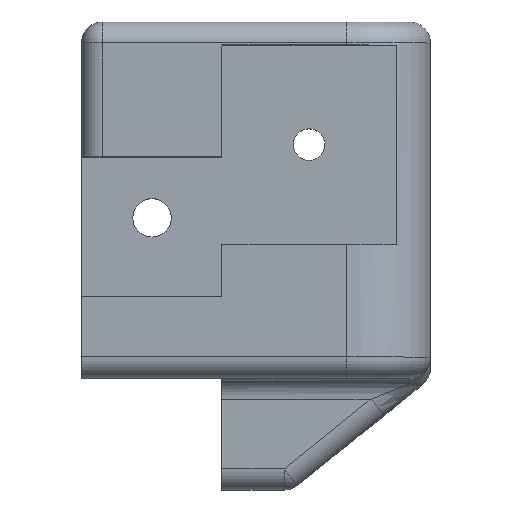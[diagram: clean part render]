
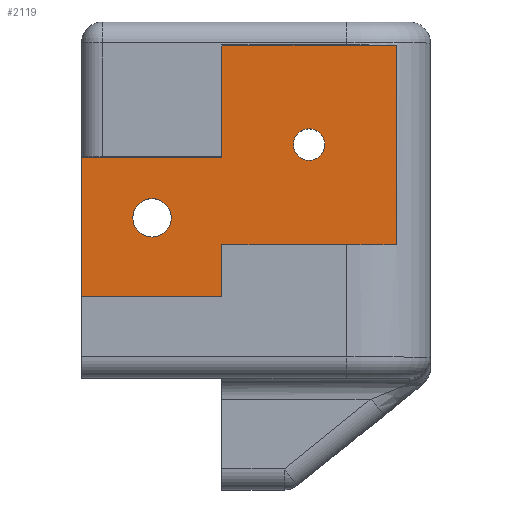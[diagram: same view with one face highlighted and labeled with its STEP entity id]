
A CAD part, top view. The second image highlights one B-rep face of the part: STEP entity #2119.
In plain terms, the highlighted planar face has unit normal (0, 0, 1).
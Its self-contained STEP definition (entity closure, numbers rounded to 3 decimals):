
#373 = FACE_BOUND ( 'NONE', #1982, .T. ) ;
#407 = DIRECTION ( 'NONE',  ( 0., -1., 0. ) ) ;
#484 = ORIENTED_EDGE ( 'NONE', *, *, #2344, .F. ) ;
#606 = VECTOR ( 'NONE', #6901, 1000. ) ;
#753 = DIRECTION ( 'NONE',  ( 0., 0., 1. ) ) ;
#784 = DIRECTION ( 'NONE',  ( 0., 0., 1. ) ) ;
#915 = AXIS2_PLACEMENT_3D ( 'NONE', #1362, #3315, #407 ) ;
#1038 = VERTEX_POINT ( 'NONE', #3804 ) ;
#1078 = VECTOR ( 'NONE', #7288, 1000. ) ;
#1086 = CARTESIAN_POINT ( 'NONE',  ( 7.35, -43., 12.1 ) ) ;
#1118 = CARTESIAN_POINT ( 'NONE',  ( 45.1, -31.9, 12.1 ) ) ;
#1123 = EDGE_LOOP ( 'NONE', ( #6229, #9060 ) ) ;
#1194 = CARTESIAN_POINT ( 'NONE',  ( 0., -19.3, 12.1 ) ) ;
#1289 = CARTESIAN_POINT ( 'NONE',  ( 45.1, -3.3, 12.1 ) ) ;
#1294 = VERTEX_POINT ( 'NONE', #5538 ) ;
#1302 = CARTESIAN_POINT ( 'NONE',  ( 12.85, -28., 12.1 ) ) ;
#1362 = CARTESIAN_POINT ( 'NONE',  ( 10.1, -43., 12.1 ) ) ;
#1474 = LINE ( 'NONE', #2556, #12505 ) ;
#1527 = VERTEX_POINT ( 'NONE', #1086 ) ;
#1698 = AXIS2_PLACEMENT_3D ( 'NONE', #7788, #2922, #7745 ) ;
#1851 = EDGE_CURVE ( 'NONE', #6375, #8840, #7319, .T. ) ;
#1952 = VERTEX_POINT ( 'NONE', #1194 ) ;
#1953 = DIRECTION ( 'NONE',  ( 0., 0., 1. ) ) ;
#1967 = VECTOR ( 'NONE', #9118, 1000. ) ;
#1982 = EDGE_LOOP ( 'NONE', ( #11936, #9133 ) ) ;
#2119 = ADVANCED_FACE ( 'NONE', ( #2343, #373, #9231, #10775 ), #7336, .F. ) ;
#2278 = DIRECTION ( 'NONE',  ( -1., 0., 0. ) ) ;
#2343 = FACE_BOUND ( 'NONE', #9633, .T. ) ;
#2344 = EDGE_CURVE ( 'NONE', #6374, #7592, #6103, .T. ) ;
#2378 = CARTESIAN_POINT ( 'NONE',  ( 20.1, -51., 12.1 ) ) ;
#2436 = VECTOR ( 'NONE', #4483, 1000. ) ;
#2556 = CARTESIAN_POINT ( 'NONE',  ( 45.1, -3.3, 12.1 ) ) ;
#2592 = LINE ( 'NONE', #8146, #1078 ) ;
#2594 = CARTESIAN_POINT ( 'NONE',  ( 10.1, -43., 12.1 ) ) ;
#2828 = EDGE_CURVE ( 'NONE', #4138, #1294, #7294, .T. ) ;
#2922 = DIRECTION ( 'NONE',  ( 0., 0., 1. ) ) ;
#2965 = EDGE_CURVE ( 'NONE', #12470, #8918, #5782, .T. ) ;
#3001 = CIRCLE ( 'NONE', #9789, 2.25 ) ;
#3165 = CARTESIAN_POINT ( 'NONE',  ( 3., -48., 12.1 ) ) ;
#3315 = DIRECTION ( 'NONE',  ( 0., 0., 1. ) ) ;
#3394 = ORIENTED_EDGE ( 'NONE', *, *, #7953, .F. ) ;
#3476 = CARTESIAN_POINT ( 'NONE',  ( 32.6, -17.5, 12.1 ) ) ;
#3504 = DIRECTION ( 'NONE',  ( 0., 0., -1. ) ) ;
#3567 = CARTESIAN_POINT ( 'NONE',  ( 45.1, -31.9, 12.1 ) ) ;
#3607 = LINE ( 'NONE', #10910, #5578 ) ;
#3622 = DIRECTION ( 'NONE',  ( 0., -1., 0. ) ) ;
#3804 = CARTESIAN_POINT ( 'NONE',  ( 34.85, -17.5, 12.1 ) ) ;
#3827 = CARTESIAN_POINT ( 'NONE',  ( 10.1, -28., 12.1 ) ) ;
#3938 = LINE ( 'NONE', #7701, #606 ) ;
#4044 = CARTESIAN_POINT ( 'NONE',  ( 20.1, -19.3, 12.1 ) ) ;
#4052 = CIRCLE ( 'NONE', #12413, 2.75 ) ;
#4124 = EDGE_CURVE ( 'NONE', #7102, #1038, #8657, .T. ) ;
#4138 = VERTEX_POINT ( 'NONE', #3567 ) ;
#4336 = VECTOR ( 'NONE', #2278, 1000. ) ;
#4483 = DIRECTION ( 'NONE',  ( 1., 0., 0. ) ) ;
#4499 = CARTESIAN_POINT ( 'NONE',  ( 3., -51., 12.1 ) ) ;
#4726 = VECTOR ( 'NONE', #6776, 1000. ) ;
#5190 = CARTESIAN_POINT ( 'NONE',  ( 20.1, -3.3, 12.1 ) ) ;
#5363 = CARTESIAN_POINT ( 'NONE',  ( 0., 0., 12.1 ) ) ;
#5449 = CARTESIAN_POINT ( 'NONE',  ( 12.85, -43., 12.1 ) ) ;
#5538 = CARTESIAN_POINT ( 'NONE',  ( 20.1, -31.9, 12.1 ) ) ;
#5578 = VECTOR ( 'NONE', #7218, 1000. ) ;
#5782 = LINE ( 'NONE', #1289, #4336 ) ;
#6033 = ORIENTED_EDGE ( 'NONE', *, *, #8877, .F. ) ;
#6103 = CIRCLE ( 'NONE', #9676, 3. ) ;
#6186 = LINE ( 'NONE', #6883, #1967 ) ;
#6209 = DIRECTION ( 'NONE',  ( 0., -1., 0. ) ) ;
#6229 = ORIENTED_EDGE ( 'NONE', *, *, #9601, .F. ) ;
#6250 = EDGE_CURVE ( 'NONE', #7592, #1952, #2592, .T. ) ;
#6374 = VERTEX_POINT ( 'NONE', #4499 ) ;
#6375 = VERTEX_POINT ( 'NONE', #9412 ) ;
#6633 = DIRECTION ( 'NONE',  ( 0., -1., 0. ) ) ;
#6776 = DIRECTION ( 'NONE',  ( -1., 0., 0. ) ) ;
#6816 = VERTEX_POINT ( 'NONE', #5449 ) ;
#6883 = CARTESIAN_POINT ( 'NONE',  ( 20.1, -3.3, 12.1 ) ) ;
#6901 = DIRECTION ( 'NONE',  ( -1., 0., 0. ) ) ;
#7003 = DIRECTION ( 'NONE',  ( 0., 0., -1. ) ) ;
#7102 = VERTEX_POINT ( 'NONE', #10609 ) ;
#7218 = DIRECTION ( 'NONE',  ( 0., -1., 0. ) ) ;
#7288 = DIRECTION ( 'NONE',  ( 0., 1., 0. ) ) ;
#7294 = LINE ( 'NONE', #1118, #4726 ) ;
#7318 = VERTEX_POINT ( 'NONE', #2378 ) ;
#7319 = CIRCLE ( 'NONE', #1698, 2.75 ) ;
#7336 = PLANE ( 'NONE',  #11638 ) ;
#7430 = CARTESIAN_POINT ( 'NONE',  ( 45.1, -3.3, 12.1 ) ) ;
#7572 = ORIENTED_EDGE ( 'NONE', *, *, #9758, .F. ) ;
#7592 = VERTEX_POINT ( 'NONE', #12520 ) ;
#7701 = CARTESIAN_POINT ( 'NONE',  ( 0., -51., 12.1 ) ) ;
#7745 = DIRECTION ( 'NONE',  ( 0., -1., 0. ) ) ;
#7788 = CARTESIAN_POINT ( 'NONE',  ( 10.1, -28., 12.1 ) ) ;
#7862 = EDGE_LOOP ( 'NONE', ( #8246, #6033, #8304, #10882, #9536, #10902, #3394, #8791, #484 ) ) ;
#7945 = DIRECTION ( 'NONE',  ( 0., -1., 0. ) ) ;
#7953 = EDGE_CURVE ( 'NONE', #1952, #10302, #8575, .T. ) ;
#8146 = CARTESIAN_POINT ( 'NONE',  ( 0., -19.3, 12.1 ) ) ;
#8168 = EDGE_CURVE ( 'NONE', #7318, #6374, #3938, .T. ) ;
#8243 = EDGE_CURVE ( 'NONE', #6816, #1527, #10543, .T. ) ;
#8246 = ORIENTED_EDGE ( 'NONE', *, *, #8168, .F. ) ;
#8304 = ORIENTED_EDGE ( 'NONE', *, *, #2828, .F. ) ;
#8330 = DIRECTION ( 'NONE',  ( 0., 0., 1. ) ) ;
#8575 = LINE ( 'NONE', #10375, #2436 ) ;
#8657 = CIRCLE ( 'NONE', #11935, 2.25 ) ;
#8791 = ORIENTED_EDGE ( 'NONE', *, *, #6250, .F. ) ;
#8838 = EDGE_CURVE ( 'NONE', #8918, #10302, #6186, .T. ) ;
#8840 = VERTEX_POINT ( 'NONE', #1302 ) ;
#8877 = EDGE_CURVE ( 'NONE', #1294, #7318, #3607, .T. ) ;
#8918 = VERTEX_POINT ( 'NONE', #5190 ) ;
#9060 = ORIENTED_EDGE ( 'NONE', *, *, #4124, .F. ) ;
#9118 = DIRECTION ( 'NONE',  ( 0., -1., 0. ) ) ;
#9133 = ORIENTED_EDGE ( 'NONE', *, *, #11659, .F. ) ;
#9231 = FACE_BOUND ( 'NONE', #1123, .T. ) ;
#9412 = CARTESIAN_POINT ( 'NONE',  ( 7.35, -28., 12.1 ) ) ;
#9536 = ORIENTED_EDGE ( 'NONE', *, *, #2965, .T. ) ;
#9569 = CIRCLE ( 'NONE', #10647, 2.75 ) ;
#9601 = EDGE_CURVE ( 'NONE', #1038, #7102, #3001, .T. ) ;
#9633 = EDGE_LOOP ( 'NONE', ( #7572, #10417 ) ) ;
#9676 = AXIS2_PLACEMENT_3D ( 'NONE', #3165, #7003, #7945 ) ;
#9758 = EDGE_CURVE ( 'NONE', #8840, #6375, #4052, .T. ) ;
#9789 = AXIS2_PLACEMENT_3D ( 'NONE', #11426, #753, #3622 ) ;
#10128 = EDGE_CURVE ( 'NONE', #12470, #4138, #1474, .T. ) ;
#10302 = VERTEX_POINT ( 'NONE', #4044 ) ;
#10375 = CARTESIAN_POINT ( 'NONE',  ( 0., -19.3, 12.1 ) ) ;
#10417 = ORIENTED_EDGE ( 'NONE', *, *, #1851, .F. ) ;
#10543 = CIRCLE ( 'NONE', #915, 2.75 ) ;
#10553 = DIRECTION ( 'NONE',  ( 0., -1., 0. ) ) ;
#10609 = CARTESIAN_POINT ( 'NONE',  ( 30.35, -17.5, 12.1 ) ) ;
#10647 = AXIS2_PLACEMENT_3D ( 'NONE', #2594, #784, #12352 ) ;
#10775 = FACE_OUTER_BOUND ( 'NONE', #7862, .T. ) ;
#10882 = ORIENTED_EDGE ( 'NONE', *, *, #10128, .F. ) ;
#10902 = ORIENTED_EDGE ( 'NONE', *, *, #8838, .T. ) ;
#10910 = CARTESIAN_POINT ( 'NONE',  ( 20.1, -19.3, 12.1 ) ) ;
#11426 = CARTESIAN_POINT ( 'NONE',  ( 32.6, -17.5, 12.1 ) ) ;
#11638 = AXIS2_PLACEMENT_3D ( 'NONE', #5363, #3504, #6209 ) ;
#11659 = EDGE_CURVE ( 'NONE', #1527, #6816, #9569, .T. ) ;
#11935 = AXIS2_PLACEMENT_3D ( 'NONE', #3476, #8330, #12244 ) ;
#11936 = ORIENTED_EDGE ( 'NONE', *, *, #8243, .F. ) ;
#12244 = DIRECTION ( 'NONE',  ( 0., -1., 0. ) ) ;
#12352 = DIRECTION ( 'NONE',  ( 0., -1., 0. ) ) ;
#12413 = AXIS2_PLACEMENT_3D ( 'NONE', #3827, #1953, #10553 ) ;
#12470 = VERTEX_POINT ( 'NONE', #7430 ) ;
#12505 = VECTOR ( 'NONE', #6633, 1000. ) ;
#12520 = CARTESIAN_POINT ( 'NONE',  ( 0., -48., 12.1 ) ) ;
